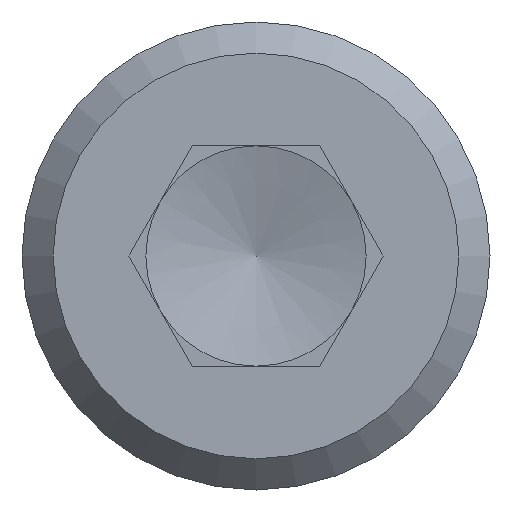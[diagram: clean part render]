
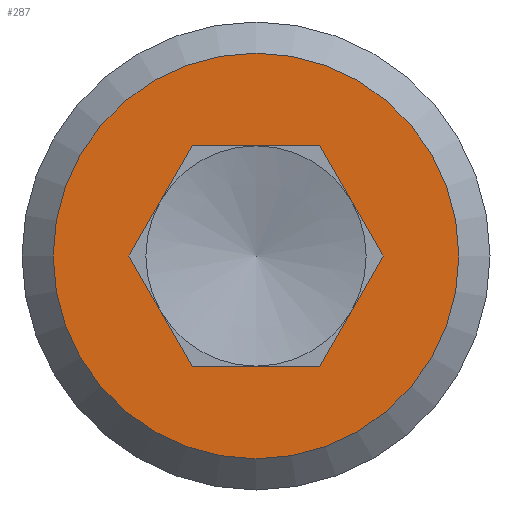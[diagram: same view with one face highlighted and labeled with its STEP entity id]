
A CAD part, left-side view. The second image highlights one B-rep face of the part: STEP entity #287.
In plain terms, the highlighted planar face has unit normal (-1, 0, 0).
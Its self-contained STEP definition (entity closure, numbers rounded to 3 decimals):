
#26=LINE('',#446,#50);
#27=LINE('',#449,#51);
#28=LINE('',#451,#52);
#29=LINE('',#453,#53);
#30=LINE('',#455,#54);
#31=LINE('',#457,#55);
#50=VECTOR('',#358,1000.);
#51=VECTOR('',#359,1000.);
#52=VECTOR('',#360,1000.);
#53=VECTOR('',#361,1000.);
#54=VECTOR('',#362,1000.);
#55=VECTOR('',#363,1000.);
#74=ORIENTED_EDGE('',*,*,#146,.F.);
#75=ORIENTED_EDGE('',*,*,#147,.T.);
#76=ORIENTED_EDGE('',*,*,#148,.T.);
#77=ORIENTED_EDGE('',*,*,#149,.T.);
#78=ORIENTED_EDGE('',*,*,#150,.T.);
#79=ORIENTED_EDGE('',*,*,#151,.T.);
#80=ORIENTED_EDGE('',*,*,#152,.T.);
#146=EDGE_CURVE('',#182,#182,#207,.T.);
#147=EDGE_CURVE('',#183,#184,#26,.T.);
#148=EDGE_CURVE('',#184,#185,#27,.T.);
#149=EDGE_CURVE('',#185,#186,#28,.T.);
#150=EDGE_CURVE('',#186,#187,#29,.T.);
#151=EDGE_CURVE('',#187,#188,#30,.T.);
#152=EDGE_CURVE('',#188,#183,#31,.T.);
#182=VERTEX_POINT('',#445);
#183=VERTEX_POINT('',#447);
#184=VERTEX_POINT('',#448);
#185=VERTEX_POINT('',#450);
#186=VERTEX_POINT('',#452);
#187=VERTEX_POINT('',#454);
#188=VERTEX_POINT('',#456);
#207=CIRCLE('',#321,3.683);
#219=EDGE_LOOP('',(#74));
#220=EDGE_LOOP('',(#75,#76,#77,#78,#79,#80));
#245=FACE_BOUND('',#219,.T.);
#246=FACE_BOUND('',#220,.T.);
#272=PLANE('',#320);
#287=ADVANCED_FACE('',(#245,#246),#272,.F.);
#320=AXIS2_PLACEMENT_3D('',#443,#354,#355);
#321=AXIS2_PLACEMENT_3D('',#444,#356,#357);
#354=DIRECTION('',(1.,0.,0.));
#355=DIRECTION('',(0.,0.,-1.));
#356=DIRECTION('',(1.,0.,0.));
#357=DIRECTION('',(0.,0.,-1.));
#358=DIRECTION('',(0.,0.5,-0.866));
#359=DIRECTION('',(0.,1.,0.));
#360=DIRECTION('',(0.,0.5,0.866));
#361=DIRECTION('',(0.,-0.5,0.866));
#362=DIRECTION('',(0.,-1.,0.));
#363=DIRECTION('',(0.,-0.5,-0.866));
#443=CARTESIAN_POINT('',(-5.,0.,0.));
#444=CARTESIAN_POINT('',(-5.,0.,0.));
#445=CARTESIAN_POINT('',(-5.,0.,-3.683));
#446=CARTESIAN_POINT('',(-5.,-2.309,0.));
#447=CARTESIAN_POINT('',(-5.,-2.309,0.));
#448=CARTESIAN_POINT('',(-5.,-1.155,-2.));
#449=CARTESIAN_POINT('',(-5.,-1.155,-2.));
#450=CARTESIAN_POINT('',(-5.,1.155,-2.));
#451=CARTESIAN_POINT('',(-5.,1.155,-2.));
#452=CARTESIAN_POINT('',(-5.,2.309,0.));
#453=CARTESIAN_POINT('',(-5.,2.309,0.));
#454=CARTESIAN_POINT('',(-5.,1.155,2.));
#455=CARTESIAN_POINT('',(-5.,1.155,2.));
#456=CARTESIAN_POINT('',(-5.,-1.155,2.));
#457=CARTESIAN_POINT('',(-5.,-1.155,2.));
